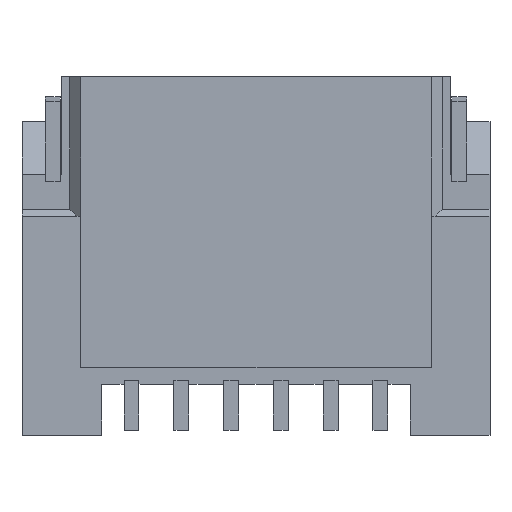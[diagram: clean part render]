
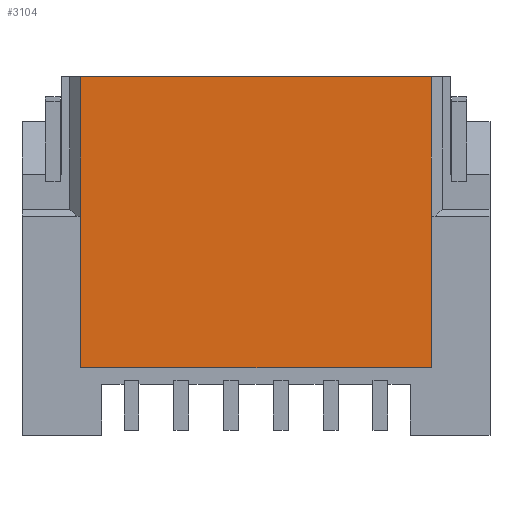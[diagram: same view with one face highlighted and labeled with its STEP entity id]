
A CAD part, front view. The second image highlights one B-rep face of the part: STEP entity #3104.
In plain terms, the highlighted planar face has unit normal (0, -1, 0).
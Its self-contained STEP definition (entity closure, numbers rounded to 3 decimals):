
#320 = VERTEX_POINT ( 'NONE', #4548 ) ;
#955 = EDGE_LOOP ( 'NONE', ( #9086, #8976, #2929, #9094, #12472, #3332 ) ) ;
#1932 = VECTOR ( 'NONE', #15237, 1000. ) ;
#2223 = DIRECTION ( 'NONE',  ( -1., 0., 0. ) ) ;
#2913 = EDGE_CURVE ( 'NONE', #12150, #320, #13570, .T. ) ;
#2929 = ORIENTED_EDGE ( 'NONE', *, *, #13585, .T. ) ;
#3104 = ADVANCED_FACE ( 'NONE', ( #9498 ), #14434, .T. ) ;
#3232 = CARTESIAN_POINT ( 'NONE',  ( -1.76, 0., -2.92 ) ) ;
#3332 = ORIENTED_EDGE ( 'NONE', *, *, #6618, .T. ) ;
#3372 = VERTEX_POINT ( 'NONE', #6919 ) ;
#3572 = EDGE_CURVE ( 'NONE', #3372, #12150, #10670, .T. ) ;
#3872 = DIRECTION ( 'NONE',  ( 0., 0., 1. ) ) ;
#4274 = CARTESIAN_POINT ( 'NONE',  ( -1.76, 0., 0. ) ) ;
#4376 = CARTESIAN_POINT ( 'NONE',  ( -1.76, 0., 0. ) ) ;
#4548 = CARTESIAN_POINT ( 'NONE',  ( -1.76, 0., -1.4 ) ) ;
#5393 = VECTOR ( 'NONE', #10336, 1000. ) ;
#5450 = CARTESIAN_POINT ( 'NONE',  ( 1.76, 0., 0. ) ) ;
#6169 = VECTOR ( 'NONE', #2223, 1000. ) ;
#6381 = CARTESIAN_POINT ( 'NONE',  ( 1.76, 0., 0. ) ) ;
#6618 = EDGE_CURVE ( 'NONE', #3372, #11394, #6856, .T. ) ;
#6856 = LINE ( 'NONE', #11751, #1932 ) ;
#6919 = CARTESIAN_POINT ( 'NONE',  ( 1.76, 0., -2.92 ) ) ;
#6970 = VERTEX_POINT ( 'NONE', #5450 ) ;
#7096 = CARTESIAN_POINT ( 'NONE',  ( -2.35, 0., 0. ) ) ;
#8258 = CARTESIAN_POINT ( 'NONE',  ( 1.76, 0., -2.92 ) ) ;
#8399 = VECTOR ( 'NONE', #9204, 1000. ) ;
#8742 = EDGE_CURVE ( 'NONE', #12951, #6970, #12757, .T. ) ;
#8976 = ORIENTED_EDGE ( 'NONE', *, *, #8742, .F. ) ;
#9086 = ORIENTED_EDGE ( 'NONE', *, *, #9153, .F. ) ;
#9094 = ORIENTED_EDGE ( 'NONE', *, *, #2913, .F. ) ;
#9153 = EDGE_CURVE ( 'NONE', #6970, #11394, #12481, .T. ) ;
#9204 = DIRECTION ( 'NONE',  ( 0., 0., -1. ) ) ;
#9491 = CARTESIAN_POINT ( 'NONE',  ( -1.76, 0., 0. ) ) ;
#9498 = FACE_OUTER_BOUND ( 'NONE', #955, .T. ) ;
#9731 = DIRECTION ( 'NONE',  ( 0., 0., -1. ) ) ;
#9990 = AXIS2_PLACEMENT_3D ( 'NONE', #7096, #15796, #9731 ) ;
#10336 = DIRECTION ( 'NONE',  ( 1., 0., 0. ) ) ;
#10670 = LINE ( 'NONE', #8258, #6169 ) ;
#11273 = DIRECTION ( 'NONE',  ( 0., 0., -1. ) ) ;
#11394 = VERTEX_POINT ( 'NONE', #13045 ) ;
#11751 = CARTESIAN_POINT ( 'NONE',  ( 1.76, 0., -2.92 ) ) ;
#12150 = VERTEX_POINT ( 'NONE', #3232 ) ;
#12334 = CARTESIAN_POINT ( 'NONE',  ( -1.76, 0., -2.92 ) ) ;
#12472 = ORIENTED_EDGE ( 'NONE', *, *, #3572, .F. ) ;
#12481 = LINE ( 'NONE', #6381, #13395 ) ;
#12757 = LINE ( 'NONE', #4376, #5393 ) ;
#12951 = VERTEX_POINT ( 'NONE', #9491 ) ;
#12986 = VECTOR ( 'NONE', #3872, 1000. ) ;
#13045 = CARTESIAN_POINT ( 'NONE',  ( 1.76, 0., -1.4 ) ) ;
#13395 = VECTOR ( 'NONE', #11273, 1000. ) ;
#13570 = LINE ( 'NONE', #12334, #12986 ) ;
#13585 = EDGE_CURVE ( 'NONE', #12951, #320, #15339, .T. ) ;
#14434 = PLANE ( 'NONE',  #9990 ) ;
#15237 = DIRECTION ( 'NONE',  ( 0., 0., 1. ) ) ;
#15339 = LINE ( 'NONE', #4274, #8399 ) ;
#15796 = DIRECTION ( 'NONE',  ( 0., -1., 0. ) ) ;
